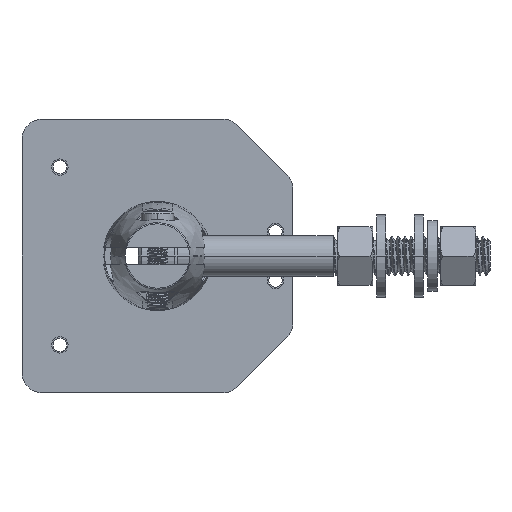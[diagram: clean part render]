
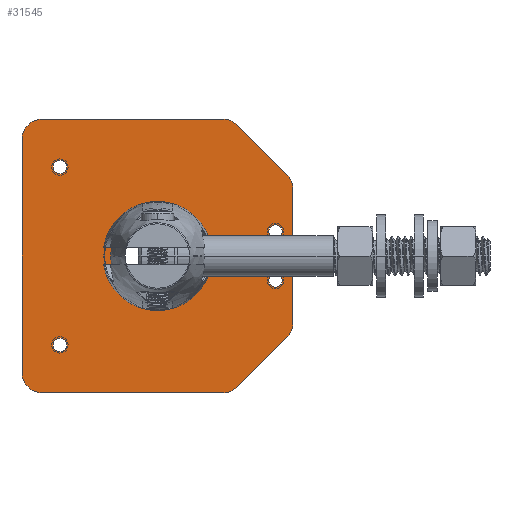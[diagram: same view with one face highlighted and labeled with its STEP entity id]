
A CAD part, left-side view. The second image highlights one B-rep face of the part: STEP entity #31545.
In plain terms, the highlighted face is planar.
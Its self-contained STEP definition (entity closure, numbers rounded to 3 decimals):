
#31064=CARTESIAN_POINT('',(0.,0.,0.));
#31065=DIRECTION('',(0.,1.,0.));
#31066=DIRECTION('',(1.,0.,0.));
#31067=AXIS2_PLACEMENT_3D('',#31064,#31065,#31066);
#31069=CARTESIAN_POINT('',(0.,0.,0.));
#31070=DIRECTION('',(0.,1.,0.));
#31071=DIRECTION('',(-1.,0.,0.));
#31072=AXIS2_PLACEMENT_3D('',#31069,#31070,#31071);
#31074=CARTESIAN_POINT('',(6.,0.,28.77));
#31075=DIRECTION('',(0.,1.,0.));
#31076=DIRECTION('',(1.,0.,0.));
#31077=AXIS2_PLACEMENT_3D('',#31074,#31075,#31076);
#31079=CARTESIAN_POINT('',(6.,0.,28.77));
#31080=DIRECTION('',(0.,1.,0.));
#31081=DIRECTION('',(-1.,0.,0.));
#31082=AXIS2_PLACEMENT_3D('',#31079,#31080,#31081);
#31084=CARTESIAN_POINT('',(-21.65,0.,-23.78));
#31085=DIRECTION('',(0.,1.,0.));
#31086=DIRECTION('',(1.,0.,0.));
#31087=AXIS2_PLACEMENT_3D('',#31084,#31085,#31086);
#31089=CARTESIAN_POINT('',(-21.65,0.,-23.78));
#31090=DIRECTION('',(0.,1.,0.));
#31091=DIRECTION('',(-1.,0.,0.));
#31092=AXIS2_PLACEMENT_3D('',#31089,#31090,#31091);
#31094=CARTESIAN_POINT('',(-6.,0.,28.77));
#31095=DIRECTION('',(0.,-1.,0.));
#31096=DIRECTION('',(-1.,0.,0.));
#31097=AXIS2_PLACEMENT_3D('',#31094,#31095,#31096);
#31099=CARTESIAN_POINT('',(-6.,0.,28.77));
#31100=DIRECTION('',(0.,-1.,0.));
#31101=DIRECTION('',(1.,0.,0.));
#31102=AXIS2_PLACEMENT_3D('',#31099,#31100,#31101);
#31104=CARTESIAN_POINT('',(21.65,0.,-23.78));
#31105=DIRECTION('',(0.,-1.,0.));
#31106=DIRECTION('',(-1.,0.,0.));
#31107=AXIS2_PLACEMENT_3D('',#31104,#31105,#31106);
#31109=CARTESIAN_POINT('',(21.65,0.,-23.78));
#31110=DIRECTION('',(0.,-1.,0.));
#31111=DIRECTION('',(1.,0.,0.));
#31112=AXIS2_PLACEMENT_3D('',#31109,#31110,#31111);
#31114=CARTESIAN_POINT('',(-28.35,0.,-28.));
#31115=DIRECTION('',(0.,-1.,0.));
#31116=DIRECTION('',(-1.,0.,0.));
#31117=AXIS2_PLACEMENT_3D('',#31114,#31115,#31116);
#31119=DIRECTION('',(0.,0.,1.));
#31120=VECTOR('',#31119,43.929);
#31121=CARTESIAN_POINT('',(-33.35,0.,-28.));
#31122=LINE('',#31121,#31120);
#31123=CARTESIAN_POINT('',(-28.35,0.,15.929));
#31124=DIRECTION('',(0.,-1.,0.));
#31125=DIRECTION('',(-0.707,0.,0.707));
#31126=AXIS2_PLACEMENT_3D('',#31123,#31124,#31125);
#31128=DIRECTION('',(-0.707,0.,-0.707));
#31129=VECTOR('',#31128,17.071);
#31130=CARTESIAN_POINT('',(-19.814,0.,31.536));
#31131=LINE('',#31130,#31129);
#31132=CARTESIAN_POINT('',(-16.279,0.,28.));
#31133=DIRECTION('',(0.,-1.,0.));
#31134=DIRECTION('',(0.,0.,1.));
#31135=AXIS2_PLACEMENT_3D('',#31132,#31133,#31134);
#31137=DIRECTION('',(1.,0.,0.));
#31138=VECTOR('',#31137,32.558);
#31139=CARTESIAN_POINT('',(-16.279,0.,33.));
#31140=LINE('',#31139,#31138);
#31141=CARTESIAN_POINT('',(16.279,0.,28.));
#31142=DIRECTION('',(0.,-1.,0.));
#31143=DIRECTION('',(0.707,0.,0.707));
#31144=AXIS2_PLACEMENT_3D('',#31141,#31142,#31143);
#31146=DIRECTION('',(-0.707,0.,0.707));
#31147=VECTOR('',#31146,17.071);
#31148=CARTESIAN_POINT('',(31.886,0.,19.464));
#31149=LINE('',#31148,#31147);
#31150=CARTESIAN_POINT('',(28.35,0.,15.929));
#31151=DIRECTION('',(0.,-1.,0.));
#31152=DIRECTION('',(1.,0.,0.));
#31153=AXIS2_PLACEMENT_3D('',#31150,#31151,#31152);
#31155=DIRECTION('',(0.,0.,-1.));
#31156=VECTOR('',#31155,43.929);
#31157=CARTESIAN_POINT('',(33.35,0.,15.929));
#31158=LINE('',#31157,#31156);
#31159=CARTESIAN_POINT('',(28.35,0.,-28.));
#31160=DIRECTION('',(0.,-1.,0.));
#31161=DIRECTION('',(0.,0.,-1.));
#31162=AXIS2_PLACEMENT_3D('',#31159,#31160,#31161);
#31164=DIRECTION('',(-1.,0.,0.));
#31165=VECTOR('',#31164,56.7);
#31166=CARTESIAN_POINT('',(28.35,0.,-33.));
#31167=LINE('',#31166,#31165);
#31396=CARTESIAN_POINT('',(10.,0.,0.));
#31397=CARTESIAN_POINT('',(-10.,0.,0.));
#31398=VERTEX_POINT('',#31396);
#31399=VERTEX_POINT('',#31397);
#31404=CARTESIAN_POINT('',(-33.35,0.,-28.));
#31405=CARTESIAN_POINT('',(-28.35,0.,-33.));
#31406=VERTEX_POINT('',#31404);
#31407=VERTEX_POINT('',#31405);
#31412=CARTESIAN_POINT('',(28.35,0.,-33.));
#31413=CARTESIAN_POINT('',(33.35,0.,-28.));
#31414=VERTEX_POINT('',#31412);
#31415=VERTEX_POINT('',#31413);
#31424=CARTESIAN_POINT('',(-31.886,0.,19.464));
#31425=VERTEX_POINT('',#31424);
#31426=CARTESIAN_POINT('',(-33.35,0.,15.929));
#31427=VERTEX_POINT('',#31426);
#31432=CARTESIAN_POINT('',(19.814,0.,31.536));
#31433=VERTEX_POINT('',#31432);
#31434=CARTESIAN_POINT('',(16.279,0.,33.));
#31435=VERTEX_POINT('',#31434);
#31436=CARTESIAN_POINT('',(-16.279,0.,33.));
#31437=CARTESIAN_POINT('',(-19.814,0.,31.536));
#31438=VERTEX_POINT('',#31436);
#31439=VERTEX_POINT('',#31437);
#31444=CARTESIAN_POINT('',(33.35,0.,15.929));
#31445=CARTESIAN_POINT('',(31.886,0.,19.464));
#31446=VERTEX_POINT('',#31444);
#31447=VERTEX_POINT('',#31445);
#31452=CARTESIAN_POINT('',(7.65,0.,28.77));
#31453=CARTESIAN_POINT('',(4.35,0.,28.77));
#31454=VERTEX_POINT('',#31452);
#31455=VERTEX_POINT('',#31453);
#31460=CARTESIAN_POINT('',(-7.65,0.,28.77));
#31462=VERTEX_POINT('',#31460);
#31464=CARTESIAN_POINT('',(-4.35,0.,28.77));
#31466=VERTEX_POINT('',#31464);
#31468=CARTESIAN_POINT('',(-20.,0.,-23.78));
#31469=CARTESIAN_POINT('',(-23.3,0.,-23.78));
#31470=VERTEX_POINT('',#31468);
#31471=VERTEX_POINT('',#31469);
#31476=CARTESIAN_POINT('',(20.,0.,-23.78));
#31477=CARTESIAN_POINT('',(23.3,0.,-23.78));
#31478=VERTEX_POINT('',#31476);
#31479=VERTEX_POINT('',#31477);
#31484=CARTESIAN_POINT('',(0.,0.,0.));
#31485=DIRECTION('',(0.,1.,0.));
#31486=DIRECTION('',(1.,0.,0.));
#31487=AXIS2_PLACEMENT_3D('',#31484,#31485,#31486);
#31488=PLANE('',#31487);
#31490=ORIENTED_EDGE('',*,*,#31489,.F.);
#31492=ORIENTED_EDGE('',*,*,#31491,.T.);
#31494=ORIENTED_EDGE('',*,*,#31493,.F.);
#31496=ORIENTED_EDGE('',*,*,#31495,.F.);
#31498=ORIENTED_EDGE('',*,*,#31497,.F.);
#31500=ORIENTED_EDGE('',*,*,#31499,.T.);
#31502=ORIENTED_EDGE('',*,*,#31501,.F.);
#31504=ORIENTED_EDGE('',*,*,#31503,.F.);
#31506=ORIENTED_EDGE('',*,*,#31505,.F.);
#31508=ORIENTED_EDGE('',*,*,#31507,.T.);
#31510=ORIENTED_EDGE('',*,*,#31509,.F.);
#31512=ORIENTED_EDGE('',*,*,#31511,.T.);
#31513=EDGE_LOOP('',(#31490,#31492,#31494,#31496,#31498,#31500,#31502,#31504,
#31506,#31508,#31510,#31512));
#31514=FACE_OUTER_BOUND('',#31513,.F.);
#31516=ORIENTED_EDGE('',*,*,#31515,.F.);
#31518=ORIENTED_EDGE('',*,*,#31517,.F.);
#31519=EDGE_LOOP('',(#31516,#31518));
#31520=FACE_BOUND('',#31519,.F.);
#31522=ORIENTED_EDGE('',*,*,#31521,.F.);
#31524=ORIENTED_EDGE('',*,*,#31523,.F.);
#31525=EDGE_LOOP('',(#31522,#31524));
#31526=FACE_BOUND('',#31525,.F.);
#31528=ORIENTED_EDGE('',*,*,#31527,.T.);
#31530=ORIENTED_EDGE('',*,*,#31529,.T.);
#31531=EDGE_LOOP('',(#31528,#31530));
#31532=FACE_BOUND('',#31531,.F.);
#31534=ORIENTED_EDGE('',*,*,#31533,.T.);
#31536=ORIENTED_EDGE('',*,*,#31535,.T.);
#31537=EDGE_LOOP('',(#31534,#31536));
#31538=FACE_BOUND('',#31537,.F.);
#31540=ORIENTED_EDGE('',*,*,#31539,.F.);
#31542=ORIENTED_EDGE('',*,*,#31541,.F.);
#31543=EDGE_LOOP('',(#31540,#31542));
#31544=FACE_BOUND('',#31543,.F.);
#31545=ADVANCED_FACE('',(#31514,#31520,#31526,#31532,#31538,#31544),#31488,.F.);
#31068=CIRCLE('',#31067,10.);
#31073=CIRCLE('',#31072,10.);
#31078=CIRCLE('',#31077,1.65);
#31083=CIRCLE('',#31082,1.65);
#31088=CIRCLE('',#31087,1.65);
#31093=CIRCLE('',#31092,1.65);
#31098=CIRCLE('',#31097,1.65);
#31103=CIRCLE('',#31102,1.65);
#31108=CIRCLE('',#31107,1.65);
#31113=CIRCLE('',#31112,1.65);
#31118=CIRCLE('',#31117,5.);
#31127=CIRCLE('',#31126,5.);
#31136=CIRCLE('',#31135,5.);
#31145=CIRCLE('',#31144,5.);
#31154=CIRCLE('',#31153,5.);
#31163=CIRCLE('',#31162,5.);
#31489=EDGE_CURVE('',#31406,#31407,#31118,.T.);
#31491=EDGE_CURVE('',#31406,#31427,#31122,.T.);
#31493=EDGE_CURVE('',#31425,#31427,#31127,.T.);
#31495=EDGE_CURVE('',#31439,#31425,#31131,.T.);
#31497=EDGE_CURVE('',#31438,#31439,#31136,.T.);
#31499=EDGE_CURVE('',#31438,#31435,#31140,.T.);
#31501=EDGE_CURVE('',#31433,#31435,#31145,.T.);
#31503=EDGE_CURVE('',#31447,#31433,#31149,.T.);
#31505=EDGE_CURVE('',#31446,#31447,#31154,.T.);
#31507=EDGE_CURVE('',#31446,#31415,#31158,.T.);
#31509=EDGE_CURVE('',#31414,#31415,#31163,.T.);
#31511=EDGE_CURVE('',#31414,#31407,#31167,.T.);
#31515=EDGE_CURVE('',#31454,#31455,#31078,.T.);
#31517=EDGE_CURVE('',#31455,#31454,#31083,.T.);
#31521=EDGE_CURVE('',#31470,#31471,#31088,.T.);
#31523=EDGE_CURVE('',#31471,#31470,#31093,.T.);
#31527=EDGE_CURVE('',#31462,#31466,#31098,.T.);
#31529=EDGE_CURVE('',#31466,#31462,#31103,.T.);
#31533=EDGE_CURVE('',#31478,#31479,#31108,.T.);
#31535=EDGE_CURVE('',#31479,#31478,#31113,.T.);
#31539=EDGE_CURVE('',#31398,#31399,#31068,.T.);
#31541=EDGE_CURVE('',#31399,#31398,#31073,.T.);
